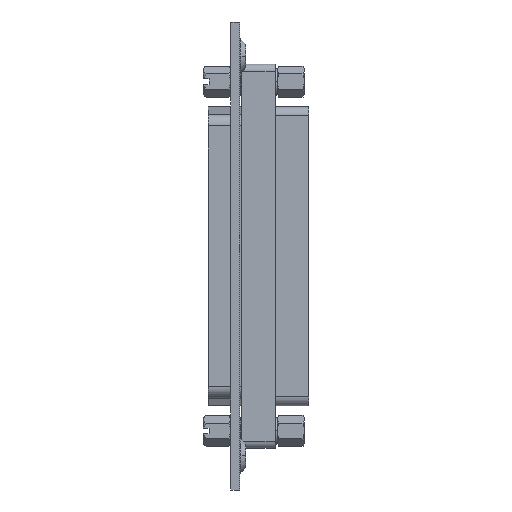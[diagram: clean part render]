
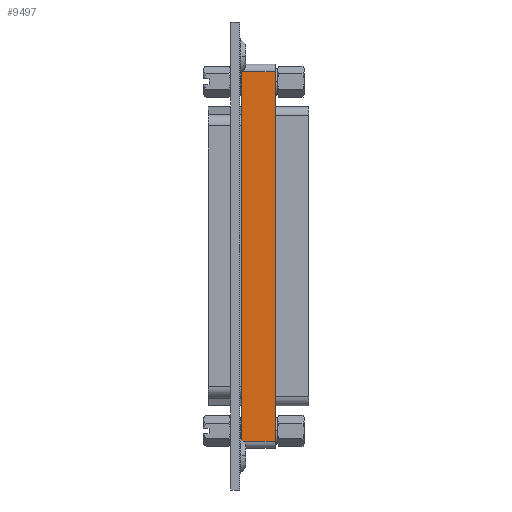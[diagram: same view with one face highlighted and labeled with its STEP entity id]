
A CAD part, left-side view. The second image highlights one B-rep face of the part: STEP entity #9497.
In plain terms, the highlighted face is planar.
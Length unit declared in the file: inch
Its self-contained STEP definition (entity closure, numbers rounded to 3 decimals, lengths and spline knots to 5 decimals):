
#88 = CARTESIAN_POINT ( 'NONE',  ( 1.275, 0.115, -0.305 ) ) ;
#2372 = VECTOR ( 'NONE', #17250, 39.37008 ) ;
#2437 = FACE_OUTER_BOUND ( 'NONE', #9209, .T. ) ;
#2504 = DIRECTION ( 'NONE',  ( 1., 0., 0. ) ) ;
#2828 = VECTOR ( 'NONE', #18426, 39.37008 ) ;
#3016 = LINE ( 'NONE', #3506, #18393 ) ;
#3289 = CARTESIAN_POINT ( 'NONE',  ( -1.275, 0.115, -0.305 ) ) ;
#3506 = CARTESIAN_POINT ( 'NONE',  ( 1.275, 0.115, -0.305 ) ) ;
#3627 = CARTESIAN_POINT ( 'NONE',  ( -1.325, -0.115, -0.305 ) ) ;
#5413 = LINE ( 'NONE', #3289, #2828 ) ;
#5676 = EDGE_CURVE ( 'NONE', #11415, #13255, #3016, .T. ) ;
#5928 = AXIS2_PLACEMENT_3D ( 'NONE', #11607, #16105, #2504 ) ;
#7961 = PLANE ( 'NONE',  #5928 ) ;
#8513 = VECTOR ( 'NONE', #10785, 39.37008 ) ;
#8716 = CARTESIAN_POINT ( 'NONE',  ( -1.275, 0.115, -0.305 ) ) ;
#9209 = EDGE_LOOP ( 'NONE', ( #12366, #19608, #14209, #16461 ) ) ;
#9497 = ADVANCED_FACE ( 'NONE', ( #2437 ), #7961, .F. ) ;
#10785 = DIRECTION ( 'NONE',  ( -1., 0., 0. ) ) ;
#11408 = CARTESIAN_POINT ( 'NONE',  ( 1.275, -0.115, -0.305 ) ) ;
#11415 = VERTEX_POINT ( 'NONE', #88 ) ;
#11607 = CARTESIAN_POINT ( 'NONE',  ( -1.325, 0.115, -0.305 ) ) ;
#12049 = EDGE_CURVE ( 'NONE', #13255, #13353, #15905, .T. ) ;
#12366 = ORIENTED_EDGE ( 'NONE', *, *, #18409, .F. ) ;
#13255 = VERTEX_POINT ( 'NONE', #11408 ) ;
#13353 = VERTEX_POINT ( 'NONE', #15082 ) ;
#14209 = ORIENTED_EDGE ( 'NONE', *, *, #12049, .T. ) ;
#15082 = CARTESIAN_POINT ( 'NONE',  ( -1.275, -0.115, -0.305 ) ) ;
#15556 = DIRECTION ( 'NONE',  ( 0., -1., 0. ) ) ;
#15905 = LINE ( 'NONE', #3627, #2372 ) ;
#16105 = DIRECTION ( 'NONE',  ( 0., 0., 1. ) ) ;
#16461 = ORIENTED_EDGE ( 'NONE', *, *, #18545, .T. ) ;
#16567 = LINE ( 'NONE', #18290, #8513 ) ;
#17250 = DIRECTION ( 'NONE',  ( -1., 0., 0. ) ) ;
#18241 = VERTEX_POINT ( 'NONE', #8716 ) ;
#18290 = CARTESIAN_POINT ( 'NONE',  ( -1.325, 0.115, -0.305 ) ) ;
#18393 = VECTOR ( 'NONE', #15556, 39.37008 ) ;
#18409 = EDGE_CURVE ( 'NONE', #11415, #18241, #16567, .T. ) ;
#18426 = DIRECTION ( 'NONE',  ( 0., 1., 0. ) ) ;
#18545 = EDGE_CURVE ( 'NONE', #13353, #18241, #5413, .T. ) ;
#19608 = ORIENTED_EDGE ( 'NONE', *, *, #5676, .T. ) ;
